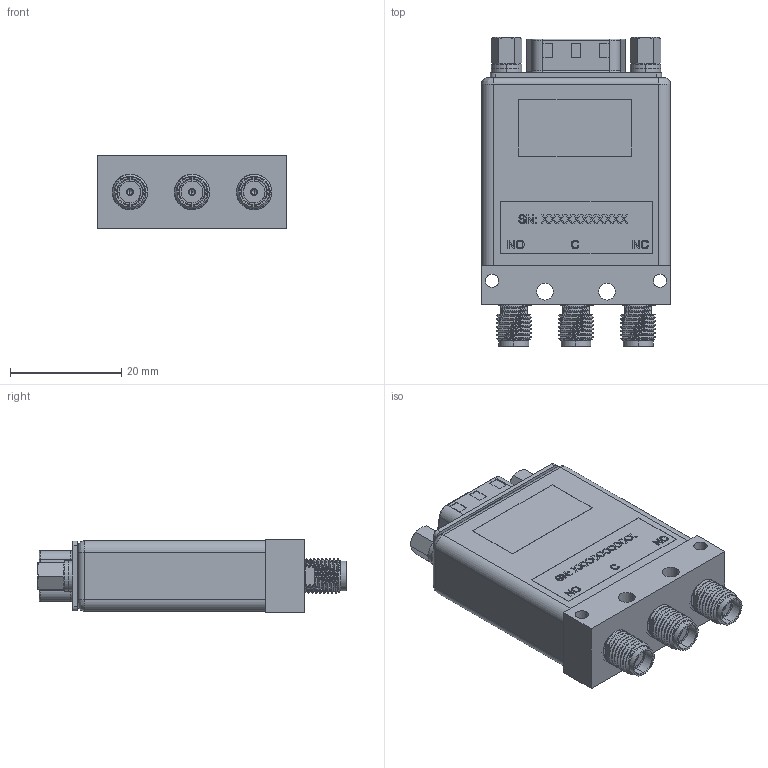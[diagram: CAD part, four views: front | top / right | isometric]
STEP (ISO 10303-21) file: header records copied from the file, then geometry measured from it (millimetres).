
FILE_DESCRIPTION (( 'STEP AP214' ), '1' );
FILE_NAME ('FMSW6518_3D.step', '2023-02-16T17:45:15', ( '' ), ( '' ), 'SwSTEP 2.0', 'SolidWorks 2022', '' );
FILE_SCHEMA (( 'AUTOMOTIVE_DESIGN' ));
Length unit declared in the file: inch
Products named in the file (8): R040724-e360_H=1.33; A12021Y01-e360_-007; FMSW6518_3D; SPDT+D-SUB; A12029003-e360; LABEL ILS-100-02; A12066001-e360; 9P mela-D-SUB 170-009-173
Assembly tree (10 placements, depth 3):
  FMSW6518_3D
    A12021Y01-e360_-007
    A12029003-e360  x3
    SPDT+D-SUB
      R040724-e360_H=1.33
      9P mela-D-SUB 170-009-173
      A12066001-e360  x2
    LABEL ILS-100-02
Bounding box: 34.04 x 55.64 x 13.21 mm (x, y, z)
Volume: 6450.8 mm3; surface area: 14258.3 mm2
Topology: 19 solids, 40 shells, 1146 faces, 2867 edges, 1847 vertices
Faces by surface type: plane 483, cylinder 340, bspline 239, cone 84
Entity records: 44849 total; most frequent: CARTESIAN_POINT 20535, ORIENTED_EDGE 4421, DIRECTION 3667, EDGE_CURVE 2213, VERTEX_POINT 1440, LINE 1293, VECTOR 1293, AXIS2_PLACEMENT_3D 1187
